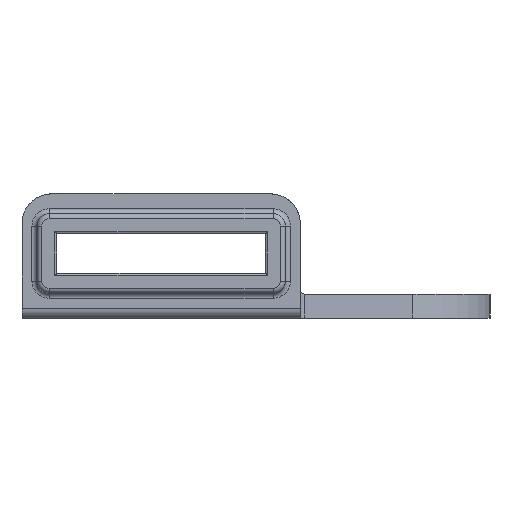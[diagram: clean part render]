
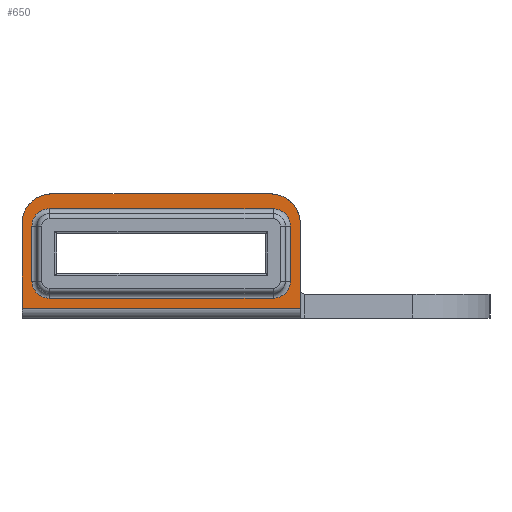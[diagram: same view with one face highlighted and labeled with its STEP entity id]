
A CAD part, left-side view. The second image highlights one B-rep face of the part: STEP entity #650.
In plain terms, the highlighted planar face has unit normal (-1, 0, 0).
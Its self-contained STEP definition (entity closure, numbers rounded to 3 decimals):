
#523=CARTESIAN_POINT('',(0.,14.,2.4));
#524=DIRECTION('',(-1.,0.,0.));
#525=DIRECTION('',(0.,0.,1.));
#526=AXIS2_PLACEMENT_3D('',#523,#524,#525);
#527=PLANE('',#526);
#528=CARTESIAN_POINT('',(0.,25.267,11.));
#529=VERTEX_POINT('',#528);
#530=CARTESIAN_POINT('',(0.,2.733,11.));
#531=VERTEX_POINT('',#530);
#532=CARTESIAN_POINT('',(0.,25.267,11.));
#533=DIRECTION('',(0.,-1.,0.));
#534=VECTOR('',#533,22.535);
#535=LINE('',#532,#534);
#536=EDGE_CURVE('',#529,#531,#535,.T.);
#537=ORIENTED_EDGE('',*,*,#536,.T.);
#538=CARTESIAN_POINT('',(0.,1.,9.267));
#539=VERTEX_POINT('',#538);
#540=CARTESIAN_POINT('',(0.,2.733,9.267));
#541=DIRECTION('',(1.,-0.,-0.));
#542=DIRECTION('',(0.,0.,1.));
#543=AXIS2_PLACEMENT_3D('',#540,#541,#542);
#544=CIRCLE('',#543,1.733);
#545=EDGE_CURVE('',#531,#539,#544,.T.);
#546=ORIENTED_EDGE('',*,*,#545,.T.);
#547=CARTESIAN_POINT('',(0.,1.,3.733));
#548=VERTEX_POINT('',#547);
#549=CARTESIAN_POINT('',(0.,1.,9.267));
#550=DIRECTION('',(0.,-0.,-1.));
#551=VECTOR('',#550,5.535);
#552=LINE('',#549,#551);
#553=EDGE_CURVE('',#539,#548,#552,.T.);
#554=ORIENTED_EDGE('',*,*,#553,.T.);
#555=CARTESIAN_POINT('',(0.,2.733,2.));
#556=VERTEX_POINT('',#555);
#557=CARTESIAN_POINT('',(0.,2.733,3.733));
#558=DIRECTION('',(1.,-0.,-0.));
#559=DIRECTION('',(0.,0.,1.));
#560=AXIS2_PLACEMENT_3D('',#557,#558,#559);
#561=CIRCLE('',#560,1.733);
#562=EDGE_CURVE('',#548,#556,#561,.T.);
#563=ORIENTED_EDGE('',*,*,#562,.T.);
#564=CARTESIAN_POINT('',(0.,25.267,2.));
#565=VERTEX_POINT('',#564);
#566=CARTESIAN_POINT('',(0.,2.733,2.));
#567=DIRECTION('',(0.,1.,-0.));
#568=VECTOR('',#567,22.535);
#569=LINE('',#566,#568);
#570=EDGE_CURVE('',#556,#565,#569,.T.);
#571=ORIENTED_EDGE('',*,*,#570,.T.);
#572=CARTESIAN_POINT('',(0.,27.,3.733));
#573=VERTEX_POINT('',#572);
#574=CARTESIAN_POINT('',(0.,25.267,3.733));
#575=DIRECTION('',(1.,-0.,-0.));
#576=DIRECTION('',(0.,0.,1.));
#577=AXIS2_PLACEMENT_3D('',#574,#575,#576);
#578=CIRCLE('',#577,1.733);
#579=EDGE_CURVE('',#565,#573,#578,.T.);
#580=ORIENTED_EDGE('',*,*,#579,.T.);
#581=CARTESIAN_POINT('',(0.,27.,9.267));
#582=VERTEX_POINT('',#581);
#583=CARTESIAN_POINT('',(0.,27.,3.733));
#584=DIRECTION('',(0.,0.,1.));
#585=VECTOR('',#584,5.535);
#586=LINE('',#583,#585);
#587=EDGE_CURVE('',#573,#582,#586,.T.);
#588=ORIENTED_EDGE('',*,*,#587,.T.);
#589=CARTESIAN_POINT('',(0.,25.267,9.267));
#590=DIRECTION('',(1.,-0.,-0.));
#591=DIRECTION('',(0.,0.,1.));
#592=AXIS2_PLACEMENT_3D('',#589,#590,#591);
#593=CIRCLE('',#592,1.733);
#594=EDGE_CURVE('',#582,#529,#593,.T.);
#595=ORIENTED_EDGE('',*,*,#594,.T.);
#596=EDGE_LOOP('',(#537,#546,#554,#563,#571,#580,#588,#595));
#597=FACE_BOUND('',#596,.T.);
#598=CARTESIAN_POINT('',(0.,28.,9.5));
#599=VERTEX_POINT('',#598);
#600=CARTESIAN_POINT('',(0.,28.,1.));
#601=VERTEX_POINT('',#600);
#602=CARTESIAN_POINT('',(0.,28.,9.5));
#603=DIRECTION('',(0.,0.,-1.));
#604=VECTOR('',#603,8.5);
#605=LINE('',#602,#604);
#606=EDGE_CURVE('',#599,#601,#605,.T.);
#607=ORIENTED_EDGE('',*,*,#606,.T.);
#608=CARTESIAN_POINT('',(0.,-0.,1.));
#609=VERTEX_POINT('',#608);
#610=CARTESIAN_POINT('',(0.,28.,1.));
#611=DIRECTION('',(-0.,-1.,-0.));
#612=VECTOR('',#611,28.);
#613=LINE('',#610,#612);
#614=EDGE_CURVE('',#601,#609,#613,.T.);
#615=ORIENTED_EDGE('',*,*,#614,.T.);
#616=CARTESIAN_POINT('',(0.,-0.,9.5));
#617=VERTEX_POINT('',#616);
#618=CARTESIAN_POINT('',(0.,-0.,9.5));
#619=DIRECTION('',(0.,0.,-1.));
#620=VECTOR('',#619,8.5);
#621=LINE('',#618,#620);
#622=EDGE_CURVE('',#617,#609,#621,.T.);
#623=ORIENTED_EDGE('',*,*,#622,.F.);
#624=CARTESIAN_POINT('',(0.,3.,12.5));
#625=VERTEX_POINT('',#624);
#626=CARTESIAN_POINT('',(0.,3.,9.5));
#627=DIRECTION('',(-1.,0.,0.));
#628=DIRECTION('',(0.,0.,1.));
#629=AXIS2_PLACEMENT_3D('',#626,#627,#628);
#630=CIRCLE('',#629,3.);
#631=EDGE_CURVE('',#617,#625,#630,.T.);
#632=ORIENTED_EDGE('',*,*,#631,.T.);
#633=CARTESIAN_POINT('',(0.,25.,12.5));
#634=VERTEX_POINT('',#633);
#635=CARTESIAN_POINT('',(0.,25.,12.5));
#636=DIRECTION('',(0.,-1.,0.));
#637=VECTOR('',#636,22.);
#638=LINE('',#635,#637);
#639=EDGE_CURVE('',#634,#625,#638,.T.);
#640=ORIENTED_EDGE('',*,*,#639,.F.);
#641=CARTESIAN_POINT('',(0.,25.,9.5));
#642=DIRECTION('',(-1.,0.,0.));
#643=DIRECTION('',(0.,0.,1.));
#644=AXIS2_PLACEMENT_3D('',#641,#642,#643);
#645=CIRCLE('',#644,3.);
#646=EDGE_CURVE('',#634,#599,#645,.T.);
#647=ORIENTED_EDGE('',*,*,#646,.T.);
#648=EDGE_LOOP('',(#607,#615,#623,#632,#640,#647));
#649=FACE_BOUND('',#648,.T.);
#650=ADVANCED_FACE('',(#597,#649),#527,.T.);
